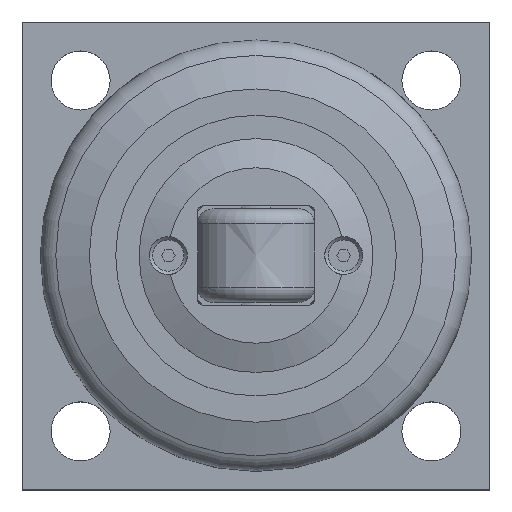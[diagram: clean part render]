
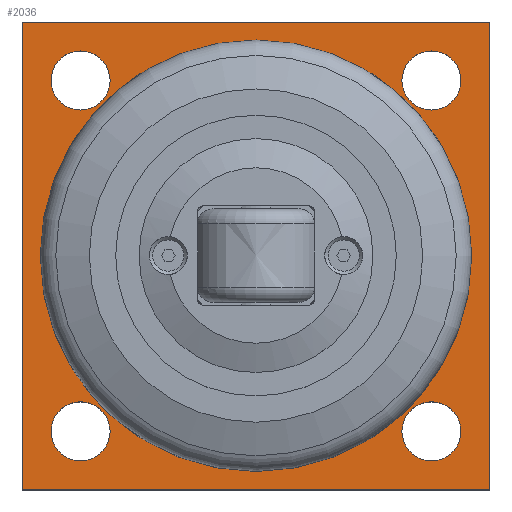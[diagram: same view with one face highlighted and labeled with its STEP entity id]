
A CAD part, top view. The second image highlights one B-rep face of the part: STEP entity #2036.
In plain terms, the highlighted planar face has unit normal (0, 0, 1).
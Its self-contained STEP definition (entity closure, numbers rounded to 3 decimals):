
#70=FACE_BOUND('',#374,.T.);
#71=FACE_BOUND('',#375,.T.);
#72=FACE_BOUND('',#376,.T.);
#73=FACE_BOUND('',#377,.T.);
#74=FACE_BOUND('',#378,.T.);
#127=PLANE('',#2293);
#246=FACE_OUTER_BOUND('',#373,.T.);
#373=EDGE_LOOP('',(#1875,#1876,#1877,#1878));
#374=EDGE_LOOP('',(#1879));
#375=EDGE_LOOP('',(#1880,#1881));
#376=EDGE_LOOP('',(#1882,#1883));
#377=EDGE_LOOP('',(#1884,#1885));
#378=EDGE_LOOP('',(#1886,#1887));
#503=LINE('',#3803,#639);
#507=LINE('',#3811,#643);
#510=LINE('',#3817,#646);
#513=LINE('',#3822,#649);
#639=VECTOR('',#2880,10.);
#643=VECTOR('',#2886,10.);
#646=VECTOR('',#2891,10.);
#649=VECTOR('',#2896,10.);
#771=CIRCLE('',#2268,23.5);
#773=CIRCLE('',#2272,5.053);
#774=CIRCLE('',#2273,5.053);
#776=CIRCLE('',#2276,5.053);
#777=CIRCLE('',#2277,5.053);
#779=CIRCLE('',#2280,5.053);
#780=CIRCLE('',#2281,5.053);
#782=CIRCLE('',#2284,5.053);
#783=CIRCLE('',#2285,5.053);
#966=VERTEX_POINT('',#3762);
#968=VERTEX_POINT('',#3769);
#969=VERTEX_POINT('',#3770);
#971=VERTEX_POINT('',#3777);
#972=VERTEX_POINT('',#3778);
#974=VERTEX_POINT('',#3785);
#975=VERTEX_POINT('',#3786);
#977=VERTEX_POINT('',#3793);
#978=VERTEX_POINT('',#3794);
#980=VERTEX_POINT('',#3801);
#981=VERTEX_POINT('',#3802);
#984=VERTEX_POINT('',#3810);
#986=VERTEX_POINT('',#3816);
#1258=EDGE_CURVE('',#966,#966,#771,.T.);
#1260=EDGE_CURVE('',#968,#969,#773,.T.);
#1261=EDGE_CURVE('',#969,#968,#774,.T.);
#1264=EDGE_CURVE('',#971,#972,#776,.T.);
#1265=EDGE_CURVE('',#972,#971,#777,.T.);
#1268=EDGE_CURVE('',#974,#975,#779,.T.);
#1269=EDGE_CURVE('',#975,#974,#780,.T.);
#1272=EDGE_CURVE('',#977,#978,#782,.T.);
#1273=EDGE_CURVE('',#978,#977,#783,.T.);
#1276=EDGE_CURVE('',#980,#981,#503,.T.);
#1280=EDGE_CURVE('',#981,#984,#507,.T.);
#1283=EDGE_CURVE('',#984,#986,#510,.T.);
#1286=EDGE_CURVE('',#986,#980,#513,.T.);
#1875=ORIENTED_EDGE('',*,*,#1276,.F.);
#1876=ORIENTED_EDGE('',*,*,#1286,.F.);
#1877=ORIENTED_EDGE('',*,*,#1283,.F.);
#1878=ORIENTED_EDGE('',*,*,#1280,.F.);
#1879=ORIENTED_EDGE('',*,*,#1258,.T.);
#1880=ORIENTED_EDGE('',*,*,#1260,.T.);
#1881=ORIENTED_EDGE('',*,*,#1261,.T.);
#1882=ORIENTED_EDGE('',*,*,#1264,.T.);
#1883=ORIENTED_EDGE('',*,*,#1265,.T.);
#1884=ORIENTED_EDGE('',*,*,#1268,.T.);
#1885=ORIENTED_EDGE('',*,*,#1269,.T.);
#1886=ORIENTED_EDGE('',*,*,#1272,.T.);
#1887=ORIENTED_EDGE('',*,*,#1273,.T.);
#2036=ADVANCED_FACE('',(#246,#70,#71,#72,#73,#74),#127,.T.);
#2268=AXIS2_PLACEMENT_3D('',#3764,#2836,#2837);
#2272=AXIS2_PLACEMENT_3D('',#3771,#2844,#2845);
#2273=AXIS2_PLACEMENT_3D('',#3772,#2846,#2847);
#2276=AXIS2_PLACEMENT_3D('',#3779,#2853,#2854);
#2277=AXIS2_PLACEMENT_3D('',#3780,#2855,#2856);
#2280=AXIS2_PLACEMENT_3D('',#3787,#2862,#2863);
#2281=AXIS2_PLACEMENT_3D('',#3788,#2864,#2865);
#2284=AXIS2_PLACEMENT_3D('',#3795,#2871,#2872);
#2285=AXIS2_PLACEMENT_3D('',#3796,#2873,#2874);
#2293=AXIS2_PLACEMENT_3D('',#3827,#2902,#2903);
#2836=DIRECTION('center_axis',(0.,0.,-1.));
#2837=DIRECTION('ref_axis',(-1.,0.,0.));
#2844=DIRECTION('center_axis',(0.,0.,-1.));
#2845=DIRECTION('ref_axis',(1.,0.,0.));
#2846=DIRECTION('center_axis',(0.,0.,-1.));
#2847=DIRECTION('ref_axis',(1.,0.,0.));
#2853=DIRECTION('center_axis',(0.,0.,-1.));
#2854=DIRECTION('ref_axis',(1.,0.,0.));
#2855=DIRECTION('center_axis',(0.,0.,-1.));
#2856=DIRECTION('ref_axis',(1.,0.,0.));
#2862=DIRECTION('center_axis',(0.,0.,-1.));
#2863=DIRECTION('ref_axis',(1.,0.,0.));
#2864=DIRECTION('center_axis',(0.,0.,-1.));
#2865=DIRECTION('ref_axis',(1.,0.,0.));
#2871=DIRECTION('center_axis',(0.,0.,-1.));
#2872=DIRECTION('ref_axis',(1.,0.,0.));
#2873=DIRECTION('center_axis',(0.,0.,-1.));
#2874=DIRECTION('ref_axis',(1.,0.,0.));
#2880=DIRECTION('',(0.,1.,0.));
#2886=DIRECTION('',(1.,0.,0.));
#2891=DIRECTION('',(0.,-1.,0.));
#2896=DIRECTION('',(-1.,0.,0.));
#2902=DIRECTION('center_axis',(0.,0.,1.));
#2903=DIRECTION('ref_axis',(1.,0.,0.));
#3762=CARTESIAN_POINT('',(63.5,40.,15.));
#3764=CARTESIAN_POINT('Origin',(40.,40.,15.));
#3769=CARTESIAN_POINT('',(15.053,10.,15.));
#3770=CARTESIAN_POINT('',(4.947,10.,15.));
#3771=CARTESIAN_POINT('Origin',(10.,10.,15.));
#3772=CARTESIAN_POINT('Origin',(10.,10.,15.));
#3777=CARTESIAN_POINT('',(75.053,10.,15.));
#3778=CARTESIAN_POINT('',(64.947,10.,15.));
#3779=CARTESIAN_POINT('Origin',(70.,10.,15.));
#3780=CARTESIAN_POINT('Origin',(70.,10.,15.));
#3785=CARTESIAN_POINT('',(75.053,70.,15.));
#3786=CARTESIAN_POINT('',(64.947,70.,15.));
#3787=CARTESIAN_POINT('Origin',(70.,70.,15.));
#3788=CARTESIAN_POINT('Origin',(70.,70.,15.));
#3793=CARTESIAN_POINT('',(15.053,70.,15.));
#3794=CARTESIAN_POINT('',(4.947,70.,15.));
#3795=CARTESIAN_POINT('Origin',(10.,70.,15.));
#3796=CARTESIAN_POINT('Origin',(10.,70.,15.));
#3801=CARTESIAN_POINT('',(0.,0.,15.));
#3802=CARTESIAN_POINT('',(0.,80.,15.));
#3803=CARTESIAN_POINT('',(0.,80.,15.));
#3810=CARTESIAN_POINT('',(80.,80.,15.));
#3811=CARTESIAN_POINT('',(80.,80.,15.));
#3816=CARTESIAN_POINT('',(80.,0.,15.));
#3817=CARTESIAN_POINT('',(80.,0.,15.));
#3822=CARTESIAN_POINT('',(0.,0.,15.));
#3827=CARTESIAN_POINT('Origin',(40.,40.,15.));
